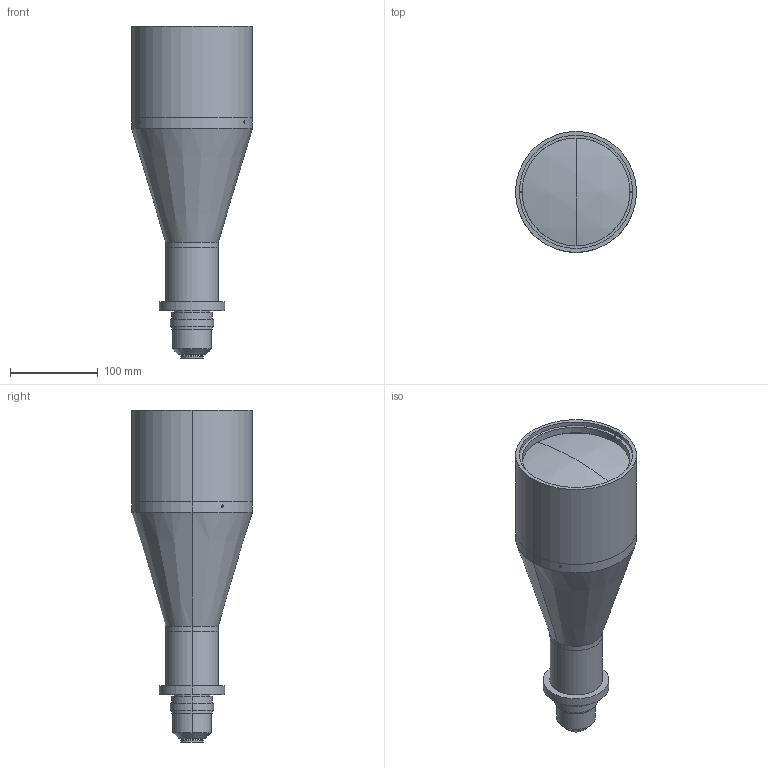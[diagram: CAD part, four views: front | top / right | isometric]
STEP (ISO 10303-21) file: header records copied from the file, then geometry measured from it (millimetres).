
FILE_DESCRIPTION (( 'STEP AP203' ), '1' );
FILE_NAME ('S5LPJ1750_01.STEP', '2022-03-01T09:30:06', ( '' ), ( '' ), 'SwSTEP 2.0', 'SolidWorks 2021', '' );
FILE_SCHEMA (( 'CONFIG_CONTROL_DESIGN' ));
Length unit declared in the file: millimetre
Products named in the file (18): 282107; 111307; S5LDX1522; S5LMP4551_078; 097108; S5MEC0010; S5LPJ1750_01; 532603; 282113_S5LPJ1750; 282106; 239407; S5LAO1522; 111311; _DIN 913 - M3 x 3-N; 282101; 282111; 205805; 291610
Assembly tree (19 placements, depth 3):
  S5LPJ1750_01
    S5LAO1522
      S5LDX1522
    282101
      S5LMP4551_078
      282106
      282107
      282111
      S5MEC0010
    097108
    111307
    111311
    205805
    239407
    282113_S5LPJ1750
    291610
    532603
    _DIN 913 - M3 x 3-N  x3
Bounding box: 138 x 138 x 378.79 mm (x, y, z)
Volume: 952754.2 mm3; surface area: 318774.7 mm2
Topology: 17 solids, 17 shells, 457 faces, 972 edges, 585 vertices
Faces by surface type: cylinder 176, plane 111, cone 90, torus 72, sphere 8
Entity records: 13846 total; most frequent: DIRECTION 2354, CARTESIAN_POINT 2176, ORIENTED_EDGE 1804, AXIS2_PLACEMENT_3D 1019, EDGE_CURVE 902, CIRCLE 568, VERTEX_POINT 545, EDGE_LOOP 497
